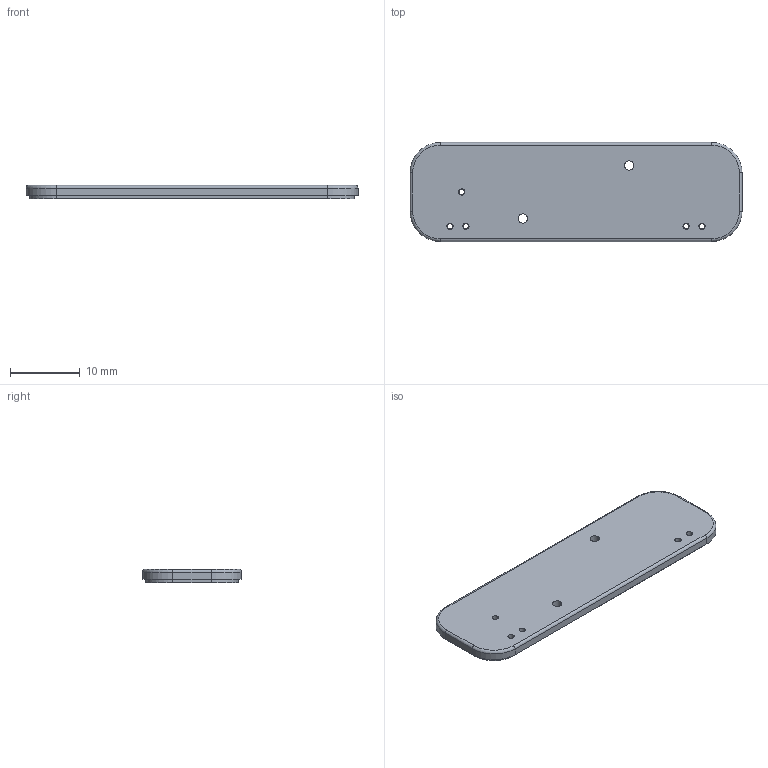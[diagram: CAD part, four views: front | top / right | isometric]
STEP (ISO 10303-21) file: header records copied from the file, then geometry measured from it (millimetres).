
FILE_DESCRIPTION (( 'STEP AP203' ), '1' );
FILE_NAME ('NNP-DWG-110-014-000 Lidthrough, Flange, 2 Port, Kryoflex.STEP', '2024-08-21T13:52:39', ( '' ), ( '' ), 'SwSTEP 2.0', 'SolidWorks 2024', '' );
FILE_SCHEMA (( 'CONFIG_CONTROL_DESIGN' ));
Length unit declared in the file: inch
Products named in the file (1): NNP-DWG-110-014-000 Lidthrough, Flange, 2 Port, Kryoflex
Bounding box: 47.65 x 14.22 x 1.91 mm (x, y, z)
Volume: 1215.4 mm3; surface area: 1557.1 mm2
Topology: 1 solids, 1 shells, 59 faces, 142 edges, 92 vertices
Faces by surface type: cylinder 38, plane 17, torus 4
Entity records: 1859 total; most frequent: DIRECTION 342, CARTESIAN_POINT 294, ORIENTED_EDGE 284, EDGE_CURVE 142, AXIS2_PLACEMENT_3D 140, VERTEX_POINT 92, EDGE_LOOP 80, CIRCLE 80
